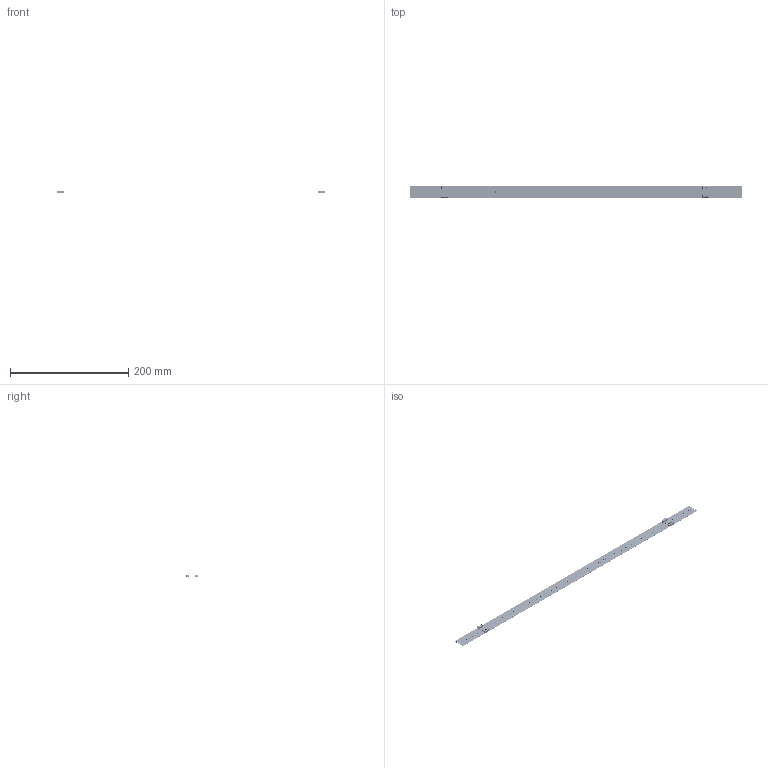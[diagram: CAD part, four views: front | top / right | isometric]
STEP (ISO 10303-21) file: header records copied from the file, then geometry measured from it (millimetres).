
FILE_DESCRIPTION (( 'STEP AP214' ), '1' );
FILE_NAME ('LUXroll CC rev 7.STEP', '2020-06-18T20:10:32', ( '' ), ( '' ), 'SwSTEP 2.0', 'SolidWorks 2017', '' );
FILE_SCHEMA (( 'AUTOMOTIVE_DESIGN' ));
Length unit declared in the file: millimetre
Products named in the file (11): TESTPOINT RD050_TEST50RD; FLEX_PAD_80x80_FELXPAD_80x80; SOD-123F_rotated 2; FID30_FID30; 1000840 rev 4; LUXroll CC rev 7; Cree J Series 2835_rotated 2; Label_part number_date_bin 4mmx20mm_No Text; FLEX_PAD_SMT110X260_PAD_FLEX 110mil x 260mil; MOLEX 1041880110_rotated along length 180; MOLEX 1041880110_Rotated 360
Assembly tree (51 placements, depth 2):
  TESTPOINT RD050_TEST50RD
  FLEX_PAD_80x80_FELXPAD_80x80
  FID30_FID30
  LUXroll CC rev 7
    1000840 rev 4
    Cree J Series 2835_rotated 2  x44
    MOLEX 1041880110_Rotated 360  x2
    MOLEX 1041880110_rotated along length 180  x2
    SOD-123F_rotated 2
    Label_part number_date_bin 4mmx20mm_No Text
  FLEX_PAD_SMT110X260_PAD_FLEX 110mil x 260mil
Bounding box: 561.8 x 19.99 x 4.48 mm (x, y, z)
Volume: 3567.1 mm3; surface area: 27564.7 mm2
Topology: 535 solids, 535 shells, 18858 faces, 53124 edges, 35348 vertices
Faces by surface type: cylinder 10552, plane 8226, bspline 56, cone 24
Entity records: 34674 total; most frequent: CARTESIAN_POINT 6928, DIRECTION 4692, ORIENTED_EDGE 4640, EDGE_CURVE 2320, AXIS2_PLACEMENT_3D 1586, VECTOR 1520, LINE 1520, VERTEX_POINT 1512
